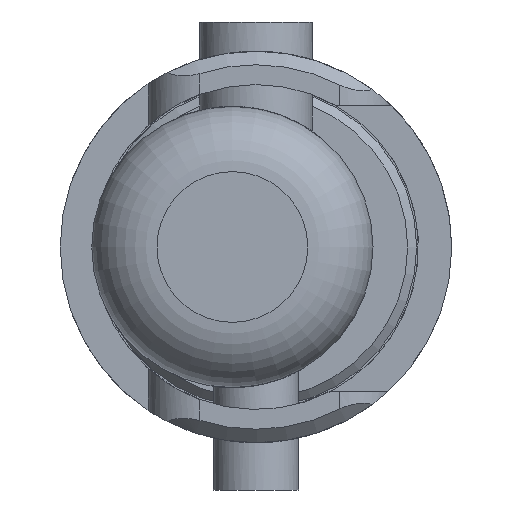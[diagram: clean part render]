
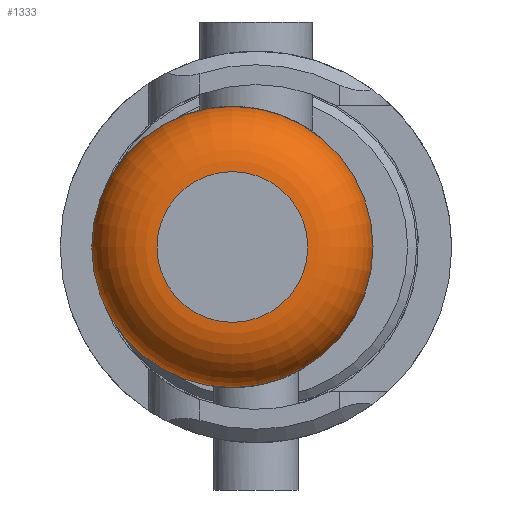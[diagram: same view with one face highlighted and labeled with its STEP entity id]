
A CAD part, left-side view. The second image highlights one B-rep face of the part: STEP entity #1333.
In plain terms, the highlighted toroidal (fillet/blend) face has major radius 4.255 mm and minor radius 3.683 mm.
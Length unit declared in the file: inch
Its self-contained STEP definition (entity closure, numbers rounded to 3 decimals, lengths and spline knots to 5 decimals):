
#31=TOROIDAL_SURFACE($,#1454,0.1675,0.145);
#93=FACE_BOUND($,#363,.T.);
#167=CIRCLE($,#1444,0.3125);
#171=CIRCLE($,#1453,0.1675);
#259=FACE_OUTER_BOUND($,#362,.T.);
#362=EDGE_LOOP($,(#1005));
#363=EDGE_LOOP($,(#1006));
#658=VERTEX_POINT($,#2356);
#662=VERTEX_POINT($,#2369);
#799=EDGE_CURVE($,#658,#658,#167,.T.);
#803=EDGE_CURVE($,#662,#662,#171,.T.);
#1005=ORIENTED_EDGE($,*,*,#799,.F.);
#1006=ORIENTED_EDGE($,*,*,#803,.T.);
#1333=ADVANCED_FACE($,(#259,#93),#31,.T.);
#1444=AXIS2_PLACEMENT_3D($,#2357,#1686,#1687);
#1453=AXIS2_PLACEMENT_3D($,#2370,#1704,#1705);
#1454=AXIS2_PLACEMENT_3D($,#2371,#1706,#1707);
#1686=DIRECTION('center_axis',(1.,0.,0.));
#1687=DIRECTION('ref_axis',(0.,1.,0.));
#1704=DIRECTION('center_axis',(1.,0.,0.));
#1705=DIRECTION('ref_axis',(0.,1.,0.));
#1706=DIRECTION('center_axis',(1.,0.,0.));
#1707=DIRECTION('ref_axis',(0.,0.,-1.));
#2356=CARTESIAN_POINT('',(0.145,0.365,0.));
#2357=CARTESIAN_POINT('Origin',(0.145,0.0525,0.));
#2369=CARTESIAN_POINT('',(0.,0.22,0.));
#2370=CARTESIAN_POINT('Origin',(0.,0.0525,
0.));
#2371=CARTESIAN_POINT('Origin',(0.145,0.0525,0.));
